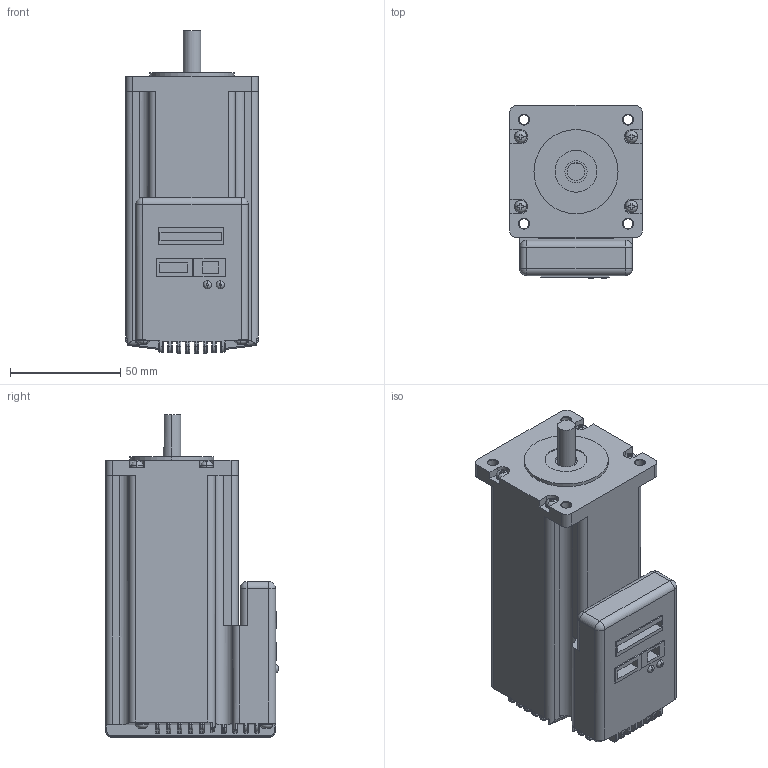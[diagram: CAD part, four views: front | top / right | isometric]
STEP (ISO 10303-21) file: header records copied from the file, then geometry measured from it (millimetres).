
FILE_DESCRIPTION (( 'STEP AP214' ), '1' );
FILE_NAME ('STP-MTRD-24075RVE.STEP', '2018-07-10T22:45:18', ( '' ), ( '' ), 'SwSTEP 2.0', 'SolidWorks 2017', '' );
FILE_SCHEMA (( 'AUTOMOTIVE_DESIGN' ));
Length unit declared in the file: centimetre
Products named in the file (1): STP-MTRD-24075RVE
Bounding box: 60 x 78.25 x 146.2 mm (x, y, z)
Volume: 447301.7 mm3; surface area: 50381.1 mm2
Topology: 1 solids, 1 shells, 693 faces, 1866 edges, 1185 vertices
Faces by surface type: cylinder 292, plane 261, torus 82, bspline 38, sphere 12, cone 8
Entity records: 28881 total; most frequent: CARTESIAN_POINT 6057, ORIENTED_EDGE 3712, DIRECTION 3341, EDGE_CURVE 1856, AXIS2_PLACEMENT_3D 1218, VERTEX_POINT 1185, VECTOR 905, LINE 905
